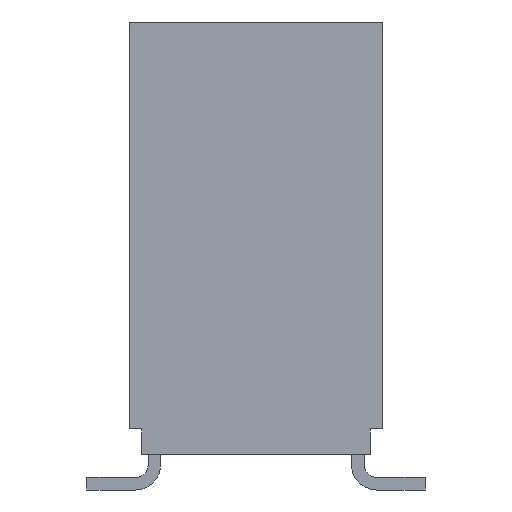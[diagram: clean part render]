
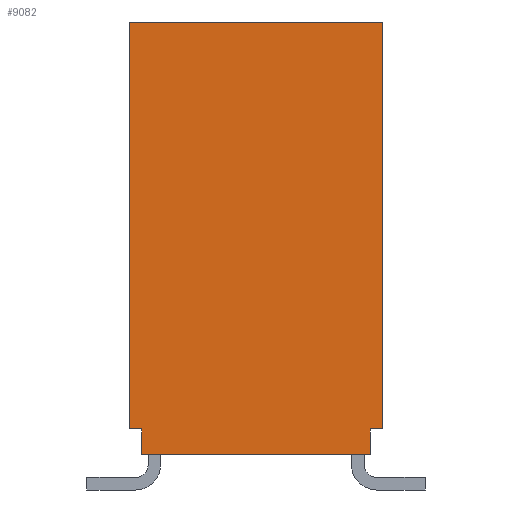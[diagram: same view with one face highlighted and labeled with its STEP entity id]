
A CAD part, left-side view. The second image highlights one B-rep face of the part: STEP entity #9082.
In plain terms, the highlighted planar face has unit normal (-1, 0, 0).
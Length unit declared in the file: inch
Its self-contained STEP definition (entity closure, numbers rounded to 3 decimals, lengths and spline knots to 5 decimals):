
#5=DIRECTION('',(0.,-1.,0.));
#6=VECTOR('',#5,0.18);
#7=CARTESIAN_POINT('',(-0.4495,0.09,0.));
#8=LINE('',#7,#6);
#209=DIRECTION('',(0.,0.,1.));
#210=VECTOR('',#209,0.02);
#211=CARTESIAN_POINT('',(-0.4495,0.09,0.));
#212=LINE('',#211,#210);
#213=DIRECTION('',(0.,-1.,0.));
#214=VECTOR('',#213,0.0095);
#215=CARTESIAN_POINT('',(-0.4495,0.0995,0.02));
#216=LINE('',#215,#214);
#217=DIRECTION('',(0.,0.,1.));
#218=VECTOR('',#217,0.32);
#219=CARTESIAN_POINT('',(-0.4495,0.0995,0.02));
#220=LINE('',#219,#218);
#221=DIRECTION('',(0.,1.,0.));
#222=VECTOR('',#221,0.0095);
#223=CARTESIAN_POINT('',(-0.4495,-0.0995,0.02));
#224=LINE('',#223,#222);
#225=DIRECTION('',(0.,0.,1.));
#226=VECTOR('',#225,0.02);
#227=CARTESIAN_POINT('',(-0.4495,-0.09,0.));
#228=LINE('',#227,#226);
#629=DIRECTION('',(0.,0.,1.));
#630=VECTOR('',#629,0.32);
#631=CARTESIAN_POINT('',(-0.4495,-0.0995,0.02));
#632=LINE('',#631,#630);
#1281=DIRECTION('',(0.,-1.,0.));
#1282=VECTOR('',#1281,0.199);
#1283=CARTESIAN_POINT('',(-0.4495,0.0995,0.34));
#1284=LINE('',#1283,#1282);
#6505=CARTESIAN_POINT('',(-0.4495,0.0995,0.34));
#6506=CARTESIAN_POINT('',(-0.4495,-0.0995,0.34));
#6507=VERTEX_POINT('',#6505);
#6508=VERTEX_POINT('',#6506);
#6613=CARTESIAN_POINT('',(-0.4495,0.09,0.));
#6615=VERTEX_POINT('',#6613);
#6637=CARTESIAN_POINT('',(-0.4495,-0.09,0.));
#6639=VERTEX_POINT('',#6637);
#6661=CARTESIAN_POINT('',(-0.4495,0.09,0.02));
#6662=VERTEX_POINT('',#6661);
#6663=CARTESIAN_POINT('',(-0.4495,0.0995,0.02));
#6664=VERTEX_POINT('',#6663);
#6665=CARTESIAN_POINT('',(-0.4495,-0.0995,0.02));
#6666=CARTESIAN_POINT('',(-0.4495,-0.09,0.02));
#6667=VERTEX_POINT('',#6665);
#6668=VERTEX_POINT('',#6666);
#9062=CARTESIAN_POINT('',(-0.4495,0.0995,0.));
#9063=DIRECTION('',(-1.,0.,0.));
#9064=DIRECTION('',(0.,-1.,0.));
#9065=AXIS2_PLACEMENT_3D('',#9062,#9063,#9064);
#9066=PLANE('',#9065);
#9067=ORIENTED_EDGE('',*,*,#8759,.T.);
#9069=ORIENTED_EDGE('',*,*,#9068,.F.);
#9071=ORIENTED_EDGE('',*,*,#9070,.T.);
#9073=ORIENTED_EDGE('',*,*,#9072,.T.);
#9075=ORIENTED_EDGE('',*,*,#9074,.F.);
#9077=ORIENTED_EDGE('',*,*,#9076,.T.);
#9078=ORIENTED_EDGE('',*,*,#8919,.F.);
#9079=ORIENTED_EDGE('',*,*,#8596,.F.);
#9080=EDGE_LOOP('',(#9067,#9069,#9071,#9073,#9075,#9077,#9078,#9079));
#9081=FACE_OUTER_BOUND('',#9080,.F.);
#9082=ADVANCED_FACE('',(#9081),#9066,.T.);
#8596=EDGE_CURVE('',#6615,#6639,#8,.T.);
#8759=EDGE_CURVE('',#6615,#6662,#212,.T.);
#8919=EDGE_CURVE('',#6639,#6668,#228,.T.);
#9068=EDGE_CURVE('',#6664,#6662,#216,.T.);
#9070=EDGE_CURVE('',#6664,#6507,#220,.T.);
#9072=EDGE_CURVE('',#6507,#6508,#1284,.T.);
#9074=EDGE_CURVE('',#6667,#6508,#632,.T.);
#9076=EDGE_CURVE('',#6667,#6668,#224,.T.);
